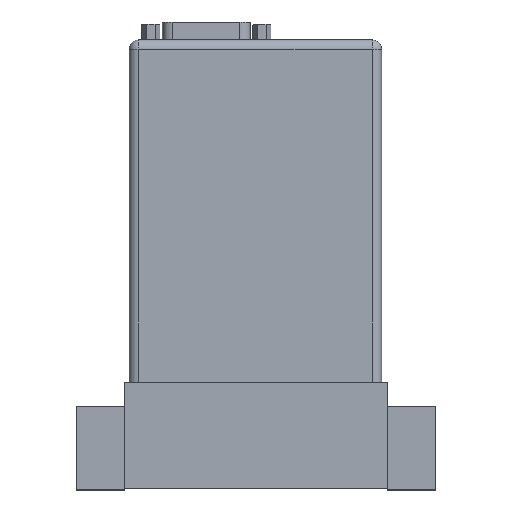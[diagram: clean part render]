
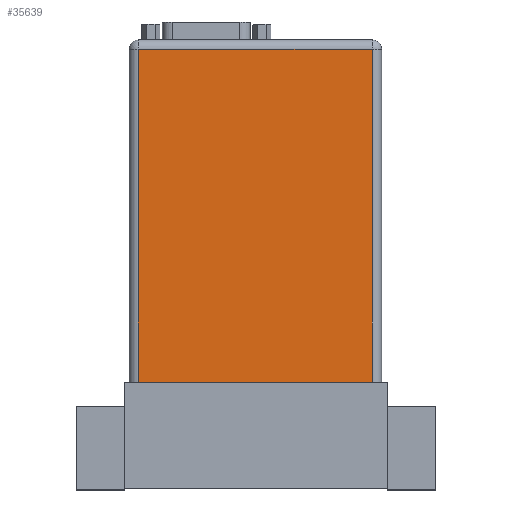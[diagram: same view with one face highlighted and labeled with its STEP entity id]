
A CAD part, top view. The second image highlights one B-rep face of the part: STEP entity #35639.
In plain terms, the highlighted planar face has unit normal (0, 0, 1).
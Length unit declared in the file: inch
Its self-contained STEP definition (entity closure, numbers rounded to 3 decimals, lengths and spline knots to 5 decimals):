
#32806=DIRECTION('',(1.,0.,0.));
#32807=VECTOR('',#32806,2.76);
#32808=CARTESIAN_POINT('',(0.11,3.93,0.));
#32809=LINE('',#32808,#32807);
#32869=DIRECTION('',(0.,-1.,0.));
#32870=VECTOR('',#32869,3.93);
#32871=CARTESIAN_POINT('',(0.11,3.93,0.));
#32872=LINE('',#32871,#32870);
#32896=DIRECTION('',(0.,-1.,0.));
#32897=VECTOR('',#32896,3.93);
#32898=CARTESIAN_POINT('',(2.87,3.93,0.));
#32899=LINE('',#32898,#32897);
#33187=DIRECTION('',(1.,0.,0.));
#33188=VECTOR('',#33187,2.76);
#33189=CARTESIAN_POINT('',(0.11,0.,0.));
#33190=LINE('',#33189,#33188);
#34479=CARTESIAN_POINT('',(0.11,3.93,0.));
#34480=CARTESIAN_POINT('',(2.87,3.93,0.));
#34481=VERTEX_POINT('',#34479);
#34482=VERTEX_POINT('',#34480);
#34487=CARTESIAN_POINT('',(2.87,0.,0.));
#34488=VERTEX_POINT('',#34487);
#34511=CARTESIAN_POINT('',(0.11,0.,0.));
#34512=VERTEX_POINT('',#34511);
#35626=CARTESIAN_POINT('',(0.,0.,0.));
#35627=DIRECTION('',(0.,0.,1.));
#35628=DIRECTION('',(1.,0.,0.));
#35629=AXIS2_PLACEMENT_3D('',#35626,#35627,#35628);
#35630=PLANE('',#35629);
#35631=ORIENTED_EDGE('',*,*,#35511,.T.);
#35633=ORIENTED_EDGE('',*,*,#35632,.T.);
#35635=ORIENTED_EDGE('',*,*,#35634,.F.);
#35636=ORIENTED_EDGE('',*,*,#35616,.F.);
#35637=EDGE_LOOP('',(#35631,#35633,#35635,#35636));
#35638=FACE_OUTER_BOUND('',#35637,.F.);
#35639=ADVANCED_FACE('',(#35638),#35630,.T.);
#35511=EDGE_CURVE('',#34481,#34482,#32809,.T.);
#35616=EDGE_CURVE('',#34481,#34512,#32872,.T.);
#35632=EDGE_CURVE('',#34482,#34488,#32899,.T.);
#35634=EDGE_CURVE('',#34512,#34488,#33190,.T.);
